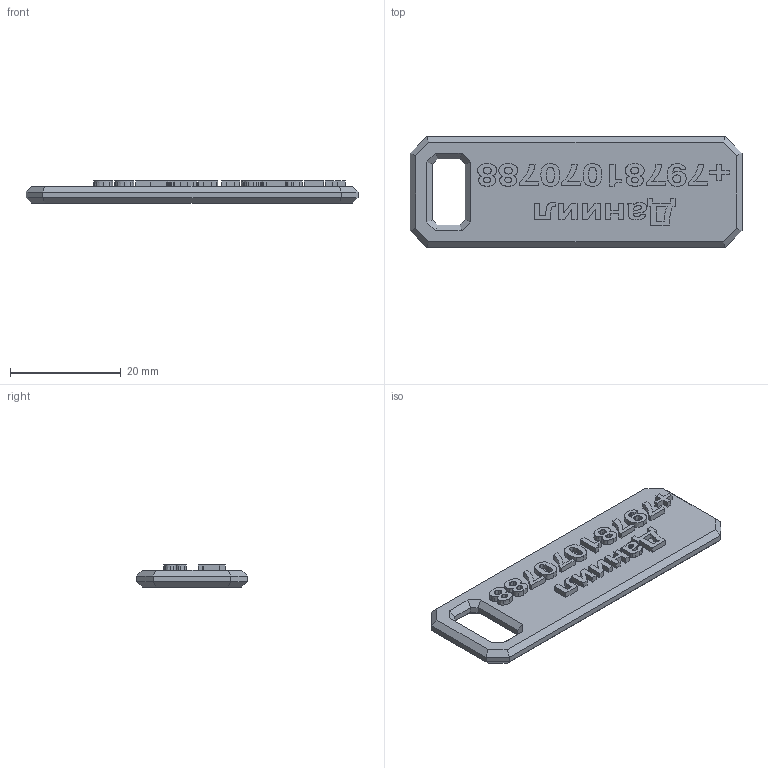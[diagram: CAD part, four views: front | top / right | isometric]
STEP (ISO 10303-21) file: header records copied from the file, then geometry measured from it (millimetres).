
FILE_DESCRIPTION(('STEP AP242'), '1');
FILE_NAME('item keychain ﾁ魲瑣顥 ﾀ', '', ('UNSPECIFIED'), ('UNSPECIFIED'), 'C3D Converter', 'C3D Toolkit', '');
FILE_SCHEMA(('AP242_MANAGED_MODEL_BASED_3D_ENGINEERING_MIM_LF { 1 0 10303 442 1 1 4 }'));
Length unit declared in the file: millimetre
Bounding box: 60 x 20 x 4 mm (x, y, z)
Volume: 3279.5 mm3; surface area: 2898.4 mm2
Topology: 1 solids, 1 shells, 443 faces, 1204 edges, 792 vertices
Faces by surface type: extrusion 260, plane 183
Entity records: 14181 total; most frequent: CARTESIAN_POINT 4000, ORIENTED_EDGE 2408, DIRECTION 1312, EDGE_CURVE 1204, VECTOR 944, VERTEX_POINT 792, B_SPLINE_CURVE_WITH_KNOTS 780, LINE 684
